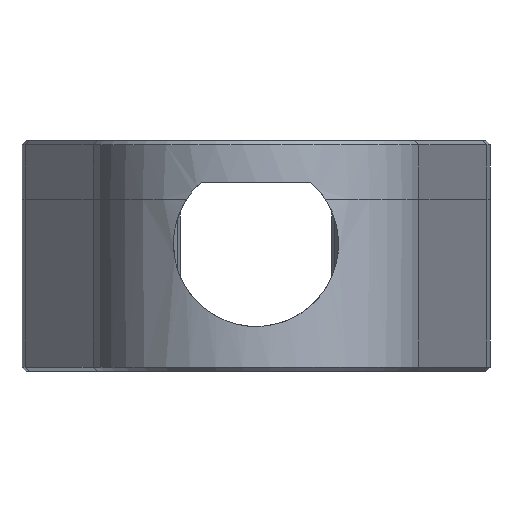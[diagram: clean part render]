
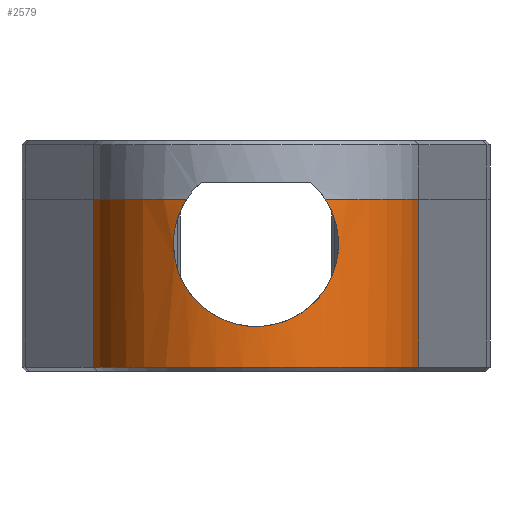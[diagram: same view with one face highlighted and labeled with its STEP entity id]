
A CAD part, front view. The second image highlights one B-rep face of the part: STEP entity #2579.
In plain terms, the highlighted cylindrical face has radius 12 mm (diameter 24 mm), a partial arc.
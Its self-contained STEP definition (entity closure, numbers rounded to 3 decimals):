
#29=B_SPLINE_CURVE_WITH_KNOTS('',3,(#4064,#4065,#4066,#4067,#4068,#4069,
#4070,#4071,#4072,#4073,#4074,#4075,#4076,#4077,#4078,#4079,#4080,#4081,
#4082,#4083,#4084,#4085,#4086,#4087,#4088,#4089,#4090),.UNSPECIFIED.,.F.,
 .F.,(4,2,3,2,2,2,2,2,2,2,2,2,4),(-0.334,-0.231,
0.,0.231,0.462,0.692,0.923,
1.153,1.383,1.614,1.845,2.076,
2.179),.UNSPECIFIED.);
#62=CYLINDRICAL_SURFACE('',#2777,12.);
#157=CIRCLE('',#2738,12.);
#174=CIRCLE('',#2762,12.);
#177=CIRCLE('',#2767,12.);
#268=FACE_OUTER_BOUND('',#425,.T.);
#425=EDGE_LOOP('',(#1872,#1873,#1874,#1875,#1876,#1877));
#610=LINE('',#4337,#860);
#611=LINE('',#4339,#861);
#860=VECTOR('',#3141,10.);
#861=VECTOR('',#3144,10.);
#1094=VERTEX_POINT('',#3797);
#1095=VERTEX_POINT('',#3799);
#1121=VERTEX_POINT('',#4063);
#1132=VERTEX_POINT('',#4303);
#1136=VERTEX_POINT('',#4315);
#1137=VERTEX_POINT('',#4317);
#1355=EDGE_CURVE('',#1094,#1095,#157,.T.);
#1386=EDGE_CURVE('',#1121,#1095,#29,.T.);
#1403=EDGE_CURVE('',#1121,#1132,#174,.T.);
#1410=EDGE_CURVE('',#1136,#1137,#177,.T.);
#1420=EDGE_CURVE('',#1137,#1094,#610,.T.);
#1421=EDGE_CURVE('',#1136,#1132,#611,.T.);
#1872=ORIENTED_EDGE('',*,*,#1410,.F.);
#1873=ORIENTED_EDGE('',*,*,#1421,.T.);
#1874=ORIENTED_EDGE('',*,*,#1403,.F.);
#1875=ORIENTED_EDGE('',*,*,#1386,.T.);
#1876=ORIENTED_EDGE('',*,*,#1355,.F.);
#1877=ORIENTED_EDGE('',*,*,#1420,.F.);
#2579=ADVANCED_FACE('',(#268),#62,.T.);
#2738=AXIS2_PLACEMENT_3D('',#3800,#3039,#3040);
#2762=AXIS2_PLACEMENT_3D('',#4304,#3100,#3101);
#2767=AXIS2_PLACEMENT_3D('',#4318,#3114,#3115);
#2777=AXIS2_PLACEMENT_3D('',#4338,#3142,#3143);
#3039=DIRECTION('center_axis',(0.,0.,1.));
#3040=DIRECTION('ref_axis',(-0.986,-0.167,0.));
#3100=DIRECTION('center_axis',(0.,0.,1.));
#3101=DIRECTION('ref_axis',(-0.986,-0.167,0.));
#3114=DIRECTION('center_axis',(0.,0.,-1.));
#3115=DIRECTION('ref_axis',(1.,0.,0.));
#3141=DIRECTION('',(0.,0.,1.));
#3142=DIRECTION('center_axis',(0.,0.,1.));
#3143=DIRECTION('ref_axis',(1.,0.,0.));
#3144=DIRECTION('',(0.,0.,1.));
#3797=CARTESIAN_POINT('',(-11.832,-32.,12.5));
#3799=CARTESIAN_POINT('',(-5.044,-40.889,12.5));
#3800=CARTESIAN_POINT('Origin',(0.,-30.,12.5));
#4063=CARTESIAN_POINT('',(5.044,-40.889,12.5));
#4064=CARTESIAN_POINT('Ctrl Pts',(5.044,-40.889,12.5));
#4065=CARTESIAN_POINT('Ctrl Pts',(5.233,-40.801,12.207));
#4066=CARTESIAN_POINT('Ctrl Pts',(5.398,-40.718,11.893));
#4067=CARTESIAN_POINT('Ctrl Pts',(5.843,-40.487,10.829));
#4068=CARTESIAN_POINT('Ctrl Pts',(6.,-40.392,10.02));
#4069=CARTESIAN_POINT('Ctrl Pts',(6.,-40.392,9.25));
#4070=CARTESIAN_POINT('Ctrl Pts',(6.,-40.392,8.48));
#4071=CARTESIAN_POINT('Ctrl Pts',(5.843,-40.487,7.671));
#4072=CARTESIAN_POINT('Ctrl Pts',(5.227,-40.807,6.199));
#4073=CARTESIAN_POINT('Ctrl Pts',(4.769,-41.026,5.533));
#4074=CARTESIAN_POINT('Ctrl Pts',(3.718,-41.423,4.483));
#4075=CARTESIAN_POINT('Ctrl Pts',(3.052,-41.63,4.023));
#4076=CARTESIAN_POINT('Ctrl Pts',(1.578,-41.92,3.406));
#4077=CARTESIAN_POINT('Ctrl Pts',(0.768,-42.,3.25));
#4078=CARTESIAN_POINT('Ctrl Pts',(-0.768,-42.,3.25));
#4079=CARTESIAN_POINT('Ctrl Pts',(-1.578,-41.92,3.406));
#4080=CARTESIAN_POINT('Ctrl Pts',(-3.052,-41.63,4.023));
#4081=CARTESIAN_POINT('Ctrl Pts',(-3.718,-41.423,4.483));
#4082=CARTESIAN_POINT('Ctrl Pts',(-4.769,-41.026,5.533));
#4083=CARTESIAN_POINT('Ctrl Pts',(-5.227,-40.807,6.199));
#4084=CARTESIAN_POINT('Ctrl Pts',(-5.843,-40.487,7.671));
#4085=CARTESIAN_POINT('Ctrl Pts',(-6.,-40.392,8.48));
#4086=CARTESIAN_POINT('Ctrl Pts',(-6.,-40.392,10.02));
#4087=CARTESIAN_POINT('Ctrl Pts',(-5.843,-40.487,10.829));
#4088=CARTESIAN_POINT('Ctrl Pts',(-5.398,-40.718,11.893));
#4089=CARTESIAN_POINT('Ctrl Pts',(-5.233,-40.801,12.207));
#4090=CARTESIAN_POINT('Ctrl Pts',(-5.044,-40.889,12.5));
#4303=CARTESIAN_POINT('',(11.832,-32.,12.5));
#4304=CARTESIAN_POINT('Origin',(0.,-30.,12.5));
#4315=CARTESIAN_POINT('',(11.832,-32.,0.3));
#4317=CARTESIAN_POINT('',(-11.832,-32.,0.3));
#4318=CARTESIAN_POINT('Origin',(0.,-30.,0.3));
#4337=CARTESIAN_POINT('',(-11.832,-32.,0.));
#4338=CARTESIAN_POINT('Origin',(0.,-30.,0.));
#4339=CARTESIAN_POINT('',(11.832,-32.,0.));
